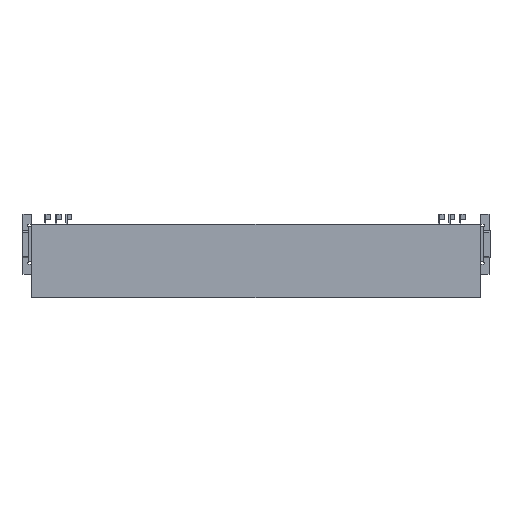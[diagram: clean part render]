
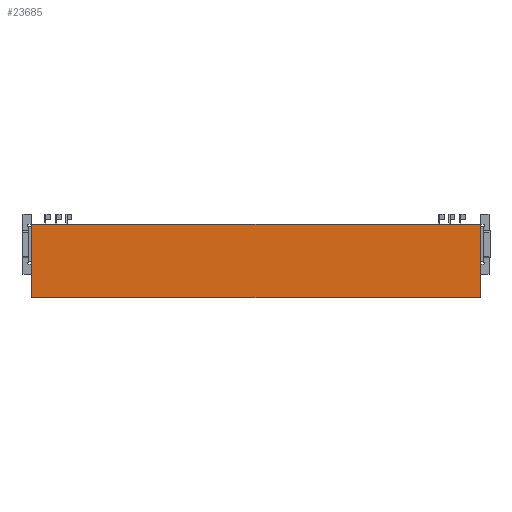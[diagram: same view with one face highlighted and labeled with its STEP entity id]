
A CAD part, top view. The second image highlights one B-rep face of the part: STEP entity #23685.
In plain terms, the highlighted planar face has unit normal (0, 0, 1).
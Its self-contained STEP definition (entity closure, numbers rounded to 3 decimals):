
#23113=CARTESIAN_POINT('',(26.775,-0.235,4.25));
#23114=VERTEX_POINT('',#23113);
#23121=CARTESIAN_POINT('',(26.775,-9.035,4.25));
#23122=VERTEX_POINT('',#23121);
#23123=CARTESIAN_POINT('',(26.775,-0.235,4.25));
#23124=DIRECTION('',(0.0,-1.0,0.0));
#23125=VECTOR('',#23124,8.8);
#23126=LINE('',#23123,#23125);
#23127=EDGE_CURVE('',#23114,#23122,#23126,.T.);
#23316=CARTESIAN_POINT('',(-26.775,-9.035,4.25));
#23317=VERTEX_POINT('',#23316);
#23324=CARTESIAN_POINT('',(-26.775,-0.235,4.25));
#23325=VERTEX_POINT('',#23324);
#23326=CARTESIAN_POINT('',(-26.775,-0.235,4.25));
#23327=DIRECTION('',(0.0,-1.0,0.0));
#23328=VECTOR('',#23327,8.8);
#23329=LINE('',#23326,#23328);
#23330=EDGE_CURVE('',#23325,#23317,#23329,.T.);
#23664=CARTESIAN_POINT('',(29.452,-9.475,4.25));
#23665=DIRECTION('',(0.0,0.0,-1.0));
#23666=DIRECTION('',(-1.0,0.0,0.0));
#23667=AXIS2_PLACEMENT_3D('',#23664,#23665,#23666);
#23668=PLANE('',#23667);
#23669=ORIENTED_EDGE('',*,*,#23330,.T.);
#23670=CARTESIAN_POINT('',(-26.775,-9.035,4.25));
#23671=DIRECTION('',(1.0,0.0,0.0));
#23672=VECTOR('',#23671,53.55);
#23673=LINE('',#23670,#23672);
#23674=EDGE_CURVE('',#23317,#23122,#23673,.T.);
#23675=ORIENTED_EDGE('',*,*,#23674,.T.);
#23676=ORIENTED_EDGE('',*,*,#23127,.F.);
#23677=CARTESIAN_POINT('',(-26.775,-0.235,4.25));
#23678=DIRECTION('',(1.0,0.0,0.0));
#23679=VECTOR('',#23678,53.55);
#23680=LINE('',#23677,#23679);
#23681=EDGE_CURVE('',#23325,#23114,#23680,.T.);
#23682=ORIENTED_EDGE('',*,*,#23681,.F.);
#23683=EDGE_LOOP('',(#23669,#23675,#23676,#23682));
#23684=FACE_OUTER_BOUND('',#23683,.T.);
#23685=ADVANCED_FACE('',(#23684),#23668,.F.);
